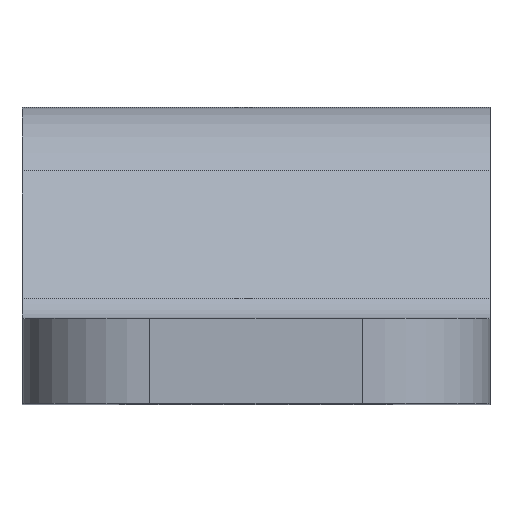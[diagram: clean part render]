
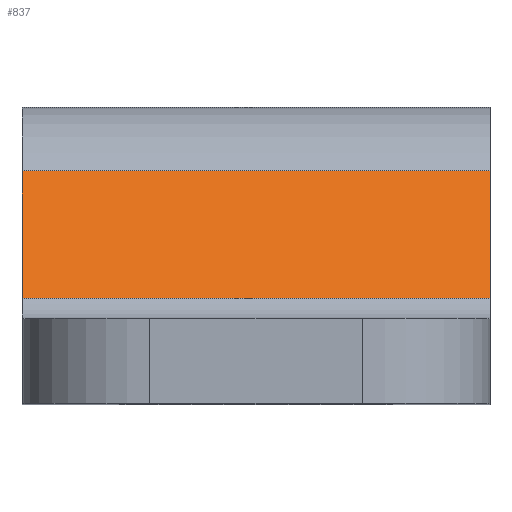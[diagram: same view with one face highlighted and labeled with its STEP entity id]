
A CAD part, top view. The second image highlights one B-rep face of the part: STEP entity #837.
In plain terms, the highlighted planar face has unit normal (0, 0.5, 0.866).
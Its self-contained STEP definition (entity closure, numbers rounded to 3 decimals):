
#344 = LINE ( 'NONE', #402, #401 ) ;
#351 = DIRECTION ( 'NONE',  ( -1., 0., 0. ) ) ;
#352 = VECTOR ( 'NONE', #351, 1000. ) ;
#353 = CARTESIAN_POINT ( 'NONE',  ( 5.5, 2.5, 17.6 ) ) ;
#354 = LINE ( 'NONE', #353, #352 ) ;
#356 = CARTESIAN_POINT ( 'NONE',  ( 5.5, 2.5, 17.6 ) ) ;
#391 = CARTESIAN_POINT ( 'NONE',  ( -5.5, 5.5, 15.868 ) ) ;
#400 = DIRECTION ( 'NONE',  ( 0., -0.866, 0.5 ) ) ;
#401 = VECTOR ( 'NONE', #400, 1000. ) ;
#402 = CARTESIAN_POINT ( 'NONE',  ( 5.5, 2.5, 17.6 ) ) ;
#404 = CARTESIAN_POINT ( 'NONE',  ( -5.5, 2.5, 17.6 ) ) ;
#405 = DIRECTION ( 'NONE',  ( 0., -0.866, 0.5 ) ) ;
#406 = VECTOR ( 'NONE', #405, 1000. ) ;
#407 = CARTESIAN_POINT ( 'NONE',  ( -5.5, 2.5, 17.6 ) ) ;
#410 = LINE ( 'NONE', #407, #406 ) ;
#414 = DIRECTION ( 'NONE',  ( 0., 0.866, -0.5 ) ) ;
#415 = DIRECTION ( 'NONE',  ( 0., -0.5, -0.866 ) ) ;
#416 = CARTESIAN_POINT ( 'NONE',  ( 5.5, 2.5, 17.6 ) ) ;
#417 = AXIS2_PLACEMENT_3D ( 'NONE', #416, #415, #414 ) ;
#418 = PLANE ( 'NONE',  #417 ) ;
#420 = FACE_OUTER_BOUND ( 'NONE', #835, .T. ) ;
#421 = DIRECTION ( 'NONE',  ( -1., 0., 0. ) ) ;
#422 = VECTOR ( 'NONE', #421, 1000. ) ;
#423 = CARTESIAN_POINT ( 'NONE',  ( 5.5, 5.5, 15.868 ) ) ;
#429 = LINE ( 'NONE', #423, #422 ) ;
#430 = CARTESIAN_POINT ( 'NONE',  ( 5.5, 5.5, 15.868 ) ) ;
#805 = ORIENTED_EDGE ( 'NONE', *, *, #809, .F. ) ;
#806 = VERTEX_POINT ( 'NONE', #356 ) ;
#807 = ORIENTED_EDGE ( 'NONE', *, *, #811, .F. ) ;
#809 = EDGE_CURVE ( 'NONE', #806, #841, #354, .T. ) ;
#811 = EDGE_CURVE ( 'NONE', #831, #806, #344, .T. ) ;
#812 = ORIENTED_EDGE ( 'NONE', *, *, #834, .T. ) ;
#818 = VERTEX_POINT ( 'NONE', #391 ) ;
#831 = VERTEX_POINT ( 'NONE', #430 ) ;
#834 = EDGE_CURVE ( 'NONE', #831, #818, #429, .T. ) ;
#835 = EDGE_LOOP ( 'NONE', ( #836, #805, #807, #812 ) ) ;
#836 = ORIENTED_EDGE ( 'NONE', *, *, #840, .T. ) ;
#837 = ADVANCED_FACE ( 'NONE', ( #420 ), #418, .F. ) ;
#840 = EDGE_CURVE ( 'NONE', #818, #841, #410, .T. ) ;
#841 = VERTEX_POINT ( 'NONE', #404 ) ;
